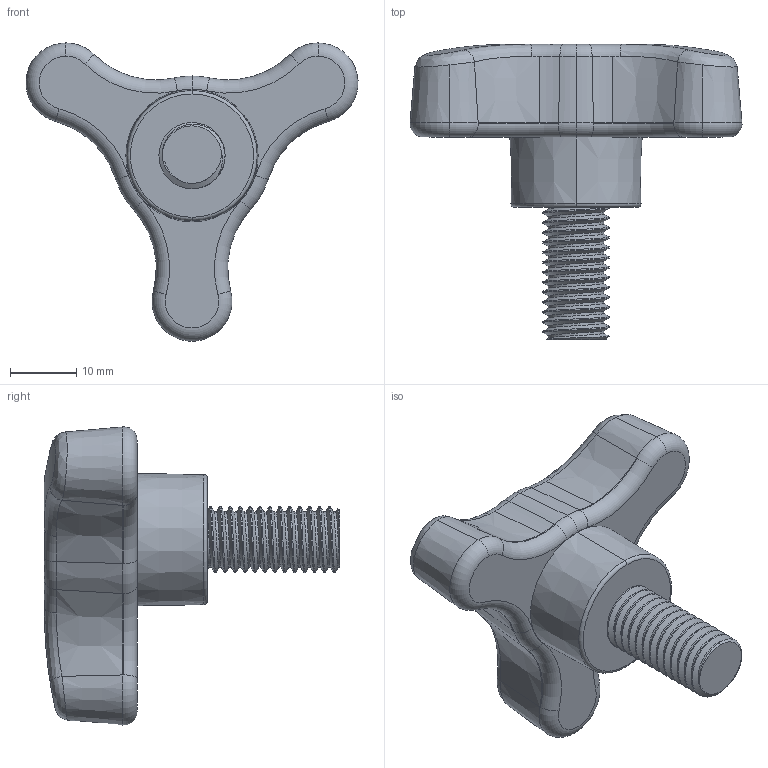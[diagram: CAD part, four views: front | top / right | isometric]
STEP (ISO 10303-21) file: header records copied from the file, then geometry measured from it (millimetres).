
FILE_DESCRIPTION (( 'STEP AP214' ), '1' );
FILE_NAME ('02432-Tri Knob Stainless Steel Ext Thread 20mm M10.STEP', '2018-08-01T23:48:13', ( '' ), ( '' ), 'SwSTEP 2.0', 'SolidWorks 2018', '' );
FILE_SCHEMA (( 'AUTOMOTIVE_DESIGN' ));
Length unit declared in the file: millimetre
Products named in the file (1): 02432-Tri Knob Stainless Steel Ext Thread 20mm M10
Bounding box: 50.16 x 44.6 x 45.06 mm (x, y, z)
Volume: 17063.8 mm3; surface area: 5314.1 mm2
Topology: 1 solids, 1 shells, 366 faces, 975 edges, 638 vertices
Faces by surface type: plane 162, bspline 119, torus 37, cylinder 27, cone 21
Entity records: 16527 total; most frequent: CARTESIAN_POINT 8456, ORIENTED_EDGE 1950, DIRECTION 1026, EDGE_CURVE 975, VERTEX_POINT 638, B_SPLINE_CURVE_WITH_KNOTS 511, EDGE_LOOP 393, AXIS2_PLACEMENT_3D 370
